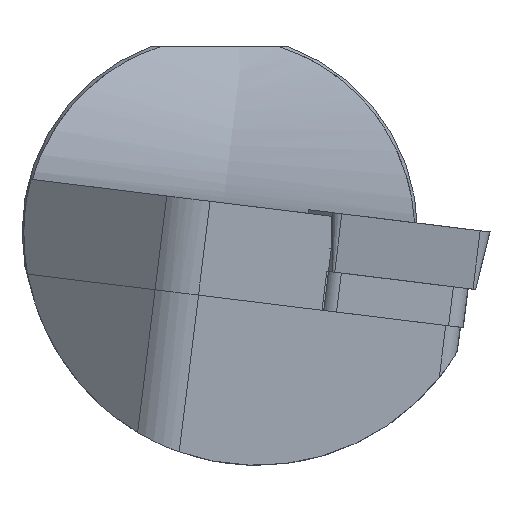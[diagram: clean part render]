
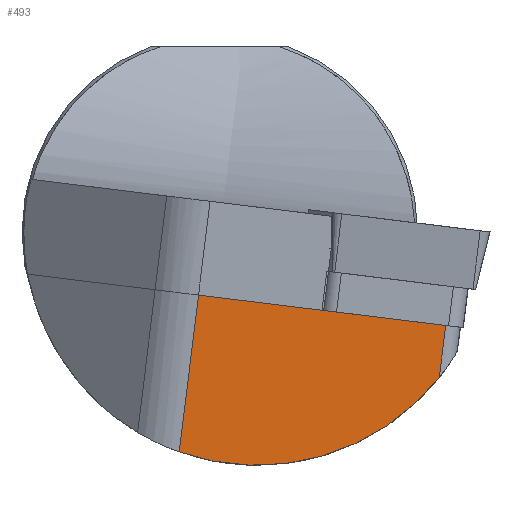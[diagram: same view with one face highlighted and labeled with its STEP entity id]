
A CAD part, left-side view. The second image highlights one B-rep face of the part: STEP entity #493.
In plain terms, the highlighted planar face has unit normal (-1, 0, 0).
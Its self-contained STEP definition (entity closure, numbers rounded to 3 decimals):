
#493=ADVANCED_FACE('',(#570),#531,.F.);
#531=PLANE('',#1330);
#570=FACE_OUTER_BOUND('',#622,.T.);
#622=EDGE_LOOP('',(#800,#801,#802,#803,#804,#805));
#655=CIRCLE('',#1299,18.85);
#800=ORIENTED_EDGE('',*,*,#1103,.T.);
#801=ORIENTED_EDGE('',*,*,#1035,.T.);
#802=ORIENTED_EDGE('',*,*,#1057,.T.);
#803=ORIENTED_EDGE('',*,*,#1101,.F.);
#804=ORIENTED_EDGE('',*,*,#1047,.T.);
#805=ORIENTED_EDGE('',*,*,#1104,.T.);
#949=VERTEX_POINT('',#1624);
#950=VERTEX_POINT('',#1626);
#961=VERTEX_POINT('',#1928);
#962=VERTEX_POINT('',#1930);
#971=VERTEX_POINT('',#1963);
#997=VERTEX_POINT('',#2423);
#1035=EDGE_CURVE('',#949,#950,#1164,.T.);
#1047=EDGE_CURVE('',#962,#961,#655,.T.);
#1057=EDGE_CURVE('',#950,#971,#1169,.T.);
#1101=EDGE_CURVE('',#962,#971,#1182,.T.);
#1103=EDGE_CURVE('',#997,#949,#1184,.T.);
#1104=EDGE_CURVE('',#961,#997,#1185,.T.);
#1164=LINE('',#1627,#1228);
#1169=LINE('',#1962,#1233);
#1182=LINE('',#2419,#1246);
#1184=LINE('',#2422,#1248);
#1185=LINE('',#2424,#1249);
#1228=VECTOR('',#1387,1.);
#1233=VECTOR('',#1414,1.);
#1246=VECTOR('',#1477,1.);
#1248=VECTOR('',#1481,1.);
#1249=VECTOR('',#1482,1.);
#1299=AXIS2_PLACEMENT_3D('',#1929,#1401,#1402);
#1330=AXIS2_PLACEMENT_3D('',#2425,#1483,#1484);
#1387=DIRECTION('',(0.,0.993,0.122));
#1401=DIRECTION('',(-1.,0.,0.));
#1402=DIRECTION('',(0.,1.,0.));
#1414=DIRECTION('',(0.,0.993,0.122));
#1477=DIRECTION('',(0.,-0.122,0.993));
#1481=DIRECTION('',(0.,0.993,0.122));
#1482=DIRECTION('',(0.,-0.122,0.993));
#1483=DIRECTION('',(1.,0.,0.));
#1484=DIRECTION('',(0.,1.,0.));
#1624=CARTESIAN_POINT('',(1.139,-8.773,-6.376));
#1626=CARTESIAN_POINT('',(1.139,-8.397,-6.329));
#1627=CARTESIAN_POINT('',(1.139,1.726,-5.086));
#1928=CARTESIAN_POINT('',(1.139,-17.75,-11.737));
#1929=CARTESIAN_POINT('',(1.139,-3.,0.));
#1930=CARTESIAN_POINT('',(1.139,3.283,-17.772));
#1962=CARTESIAN_POINT('',(1.139,1.726,-5.086));
#1963=CARTESIAN_POINT('',(1.139,1.726,-5.086));
#2419=CARTESIAN_POINT('',(1.139,4.141,-24.754));
#2422=CARTESIAN_POINT('',(1.139,1.726,-5.086));
#2423=CARTESIAN_POINT('',(1.139,-18.265,-7.541));
#2424=CARTESIAN_POINT('',(1.139,-15.85,-27.209));
#2425=CARTESIAN_POINT('',(1.139,4.141,-24.754));
